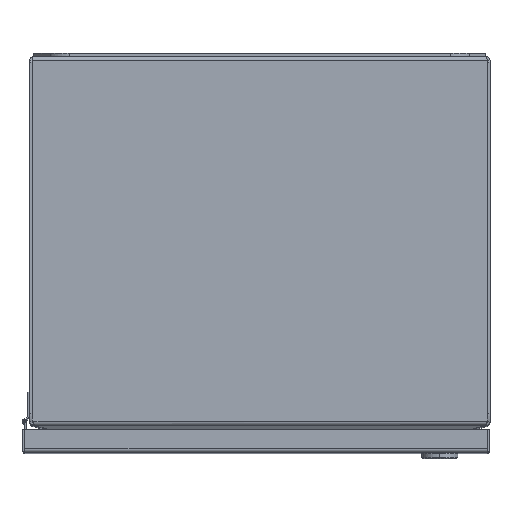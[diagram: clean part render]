
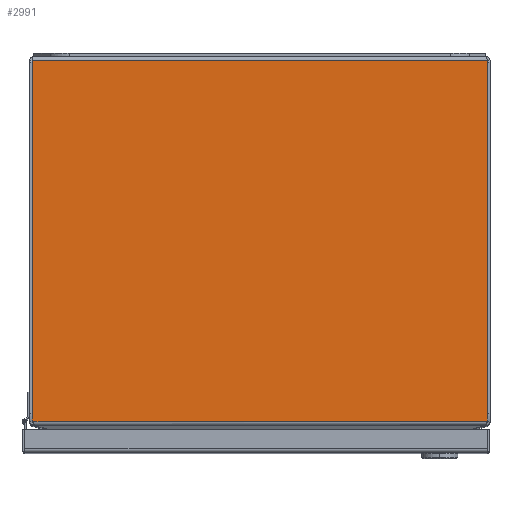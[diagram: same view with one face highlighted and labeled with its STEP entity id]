
A CAD part, top view. The second image highlights one B-rep face of the part: STEP entity #2991.
In plain terms, the highlighted planar face has unit normal (0, 0, 1).
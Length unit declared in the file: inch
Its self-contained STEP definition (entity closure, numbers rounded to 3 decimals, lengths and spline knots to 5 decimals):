
#92 = EDGE_CURVE ( 'NONE', #9801, #2604, #11425, .T. ) ;
#700 = DIRECTION ( 'NONE',  ( -1., 0., 0. ) ) ;
#774 = ORIENTED_EDGE ( 'NONE', *, *, #5505, .F. ) ;
#1065 = CARTESIAN_POINT ( 'NONE',  ( 34.527, -0.086, 6. ) ) ;
#1129 = CIRCLE ( 'NONE', #14606, 0.281 ) ;
#1518 = ORIENTED_EDGE ( 'NONE', *, *, #22515, .F. ) ;
#1899 = CARTESIAN_POINT ( 'NONE',  ( -4.94289, -7.83953, 6. ) ) ;
#2604 = VERTEX_POINT ( 'NONE', #1899 ) ;
#2708 = CARTESIAN_POINT ( 'NONE',  ( -4.92653, -7.93401, 6. ) ) ;
#2991 = ADVANCED_FACE ( 'NONE', ( #22231 ), #20435, .F. ) ;
#3121 = VERTEX_POINT ( 'NONE', #6774 ) ;
#3201 = CARTESIAN_POINT ( 'NONE',  ( 4.94289, -7.83953, 6. ) ) ;
#4367 = VERTEX_POINT ( 'NONE', #18308 ) ;
#4991 = EDGE_CURVE ( 'NONE', #4367, #6920, #13948, .T. ) ;
#5284 = DIRECTION ( 'NONE',  ( 0., 0., -1. ) ) ;
#5505 = EDGE_CURVE ( 'NONE', #5664, #3121, #1129, .T. ) ;
#5664 = VERTEX_POINT ( 'NONE', #3201 ) ;
#6225 = ORIENTED_EDGE ( 'NONE', *, *, #92, .F. ) ;
#6334 = DIRECTION ( 'NONE',  ( 0., 0., -1. ) ) ;
#6666 = AXIS2_PLACEMENT_3D ( 'NONE', #11610, #13187, #7522 ) ;
#6774 = CARTESIAN_POINT ( 'NONE',  ( 4.92653, -7.93401, 6. ) ) ;
#6920 = VERTEX_POINT ( 'NONE', #11834 ) ;
#7522 = DIRECTION ( 'NONE',  ( -1., 0., 0. ) ) ;
#8365 = DIRECTION ( 'NONE',  ( 0., 1., 0. ) ) ;
#9275 = EDGE_LOOP ( 'NONE', ( #774, #21450, #13476, #10985, #6225, #1518 ) ) ;
#9801 = VERTEX_POINT ( 'NONE', #2708 ) ;
#9844 = CARTESIAN_POINT ( 'NONE',  ( 34.527, -7.93401, 6. ) ) ;
#10244 = LINE ( 'NONE', #17502, #12403 ) ;
#10631 = VECTOR ( 'NONE', #700, 39.37008 ) ;
#10985 = ORIENTED_EDGE ( 'NONE', *, *, #13775, .T. ) ;
#11243 = EDGE_CURVE ( 'NONE', #6920, #5664, #10244, .T. ) ;
#11425 = CIRCLE ( 'NONE', #23753, 0.281 ) ;
#11610 = CARTESIAN_POINT ( 'NONE',  ( 34.527, 0., 6. ) ) ;
#11768 = LINE ( 'NONE', #9844, #10631 ) ;
#11834 = CARTESIAN_POINT ( 'NONE',  ( 4.94289, -0.086, 6. ) ) ;
#12403 = VECTOR ( 'NONE', #23036, 39.37008 ) ;
#13187 = DIRECTION ( 'NONE',  ( 0., 0., -1. ) ) ;
#13208 = CARTESIAN_POINT ( 'NONE',  ( -4.94289, -0.086, 6. ) ) ;
#13476 = ORIENTED_EDGE ( 'NONE', *, *, #4991, .F. ) ;
#13775 = EDGE_CURVE ( 'NONE', #4367, #2604, #14657, .T. ) ;
#13948 = LINE ( 'NONE', #1065, #15453 ) ;
#14606 = AXIS2_PLACEMENT_3D ( 'NONE', #17069, #6334, #8365 ) ;
#14657 = LINE ( 'NONE', #13208, #23021 ) ;
#15453 = VECTOR ( 'NONE', #22760, 39.37008 ) ;
#17069 = CARTESIAN_POINT ( 'NONE',  ( 4.66189, -7.83953, 6. ) ) ;
#17502 = CARTESIAN_POINT ( 'NONE',  ( 4.94289, -0.086, 6. ) ) ;
#18308 = CARTESIAN_POINT ( 'NONE',  ( -4.94289, -0.086, 6. ) ) ;
#20109 = DIRECTION ( 'NONE',  ( 0., -1., 0. ) ) ;
#20435 = PLANE ( 'NONE',  #6666 ) ;
#21428 = CARTESIAN_POINT ( 'NONE',  ( -4.66189, -7.83953, 6. ) ) ;
#21450 = ORIENTED_EDGE ( 'NONE', *, *, #11243, .F. ) ;
#21552 = DIRECTION ( 'NONE',  ( -1., 0., 0. ) ) ;
#22231 = FACE_OUTER_BOUND ( 'NONE', #9275, .T. ) ;
#22515 = EDGE_CURVE ( 'NONE', #3121, #9801, #11768, .T. ) ;
#22760 = DIRECTION ( 'NONE',  ( 1., 0., 0. ) ) ;
#23021 = VECTOR ( 'NONE', #20109, 39.37008 ) ;
#23036 = DIRECTION ( 'NONE',  ( 0., -1., 0. ) ) ;
#23753 = AXIS2_PLACEMENT_3D ( 'NONE', #21428, #5284, #21552 ) ;
